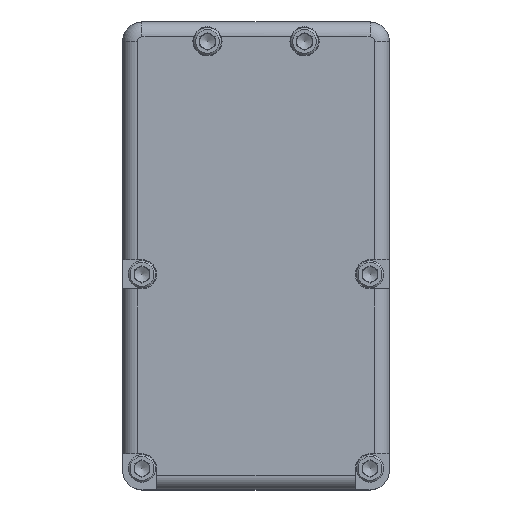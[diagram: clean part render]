
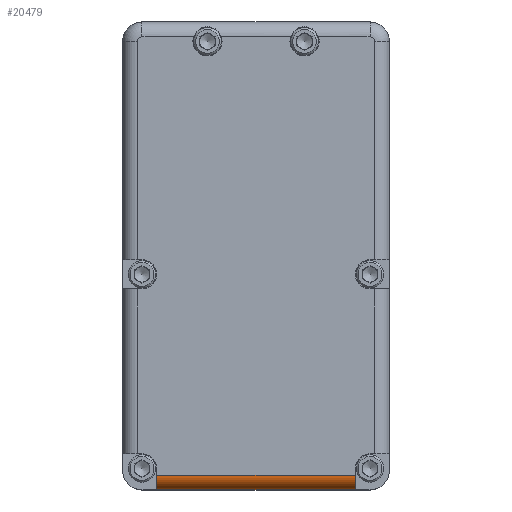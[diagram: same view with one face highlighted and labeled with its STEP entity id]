
A CAD part, top view. The second image highlights one B-rep face of the part: STEP entity #20479.
In plain terms, the highlighted cylindrical face has radius 9.652 mm (diameter 19.304 mm), a partial arc.
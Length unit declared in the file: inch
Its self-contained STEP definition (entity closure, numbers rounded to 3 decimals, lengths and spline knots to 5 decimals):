
#85 = VECTOR ( 'NONE', #26359, 39.37008 ) ;
#872 = EDGE_LOOP ( 'NONE', ( #9687, #28374, #17791, #30556 ) ) ;
#1448 = EDGE_CURVE ( 'NONE', #11177, #29712, #16473, .T. ) ;
#3246 = EDGE_CURVE ( 'NONE', #23082, #29712, #33747, .T. ) ;
#4536 = DIRECTION ( 'NONE',  ( 0., 0., -1. ) ) ;
#4985 = CARTESIAN_POINT ( 'NONE',  ( 0., -2.92, 7.37 ) ) ;
#5669 = CYLINDRICAL_SURFACE ( 'NONE', #11234, 0.38 ) ;
#6117 = EDGE_CURVE ( 'NONE', #11177, #7044, #33020, .T. ) ;
#7044 = VERTEX_POINT ( 'NONE', #29250 ) ;
#8068 = DIRECTION ( 'NONE',  ( 0., -1., 0. ) ) ;
#9411 = CIRCLE ( 'NONE', #24747, 0.38 ) ;
#9682 = CARTESIAN_POINT ( 'NONE',  ( 2.56152, -2.92, 7.37 ) ) ;
#9687 = ORIENTED_EDGE ( 'NONE', *, *, #3246, .F. ) ;
#10453 = FACE_OUTER_BOUND ( 'NONE', #872, .T. ) ;
#11177 = VERTEX_POINT ( 'NONE', #11635 ) ;
#11234 = AXIS2_PLACEMENT_3D ( 'NONE', #4985, #28821, #8068 ) ;
#11635 = CARTESIAN_POINT ( 'NONE',  ( -2.56152, -2.92, 7.75 ) ) ;
#15619 = VECTOR ( 'NONE', #32845, 39.37008 ) ;
#16473 = CIRCLE ( 'NONE', #31280, 0.38 ) ;
#16509 = DIRECTION ( 'NONE',  ( 0., 0., 1. ) ) ;
#16681 = CARTESIAN_POINT ( 'NONE',  ( -2.56152, -2.92, 7.37 ) ) ;
#17791 = ORIENTED_EDGE ( 'NONE', *, *, #6117, .F. ) ;
#18996 = CARTESIAN_POINT ( 'NONE',  ( 2.56152, -3.3, 7.37 ) ) ;
#19677 = EDGE_CURVE ( 'NONE', #23082, #7044, #9411, .T. ) ;
#20479 = ADVANCED_FACE ( 'NONE', ( #10453 ), #5669, .T. ) ;
#22168 = DIRECTION ( 'NONE',  ( 1., 0., 0. ) ) ;
#23082 = VERTEX_POINT ( 'NONE', #18996 ) ;
#23477 = CARTESIAN_POINT ( 'NONE',  ( -2.9375, -3.3, 7.37 ) ) ;
#24747 = AXIS2_PLACEMENT_3D ( 'NONE', #9682, #32481, #4536 ) ;
#26359 = DIRECTION ( 'NONE',  ( -1., 0., 0. ) ) ;
#28052 = CARTESIAN_POINT ( 'NONE',  ( 2.9375, -2.92, 7.75 ) ) ;
#28374 = ORIENTED_EDGE ( 'NONE', *, *, #19677, .T. ) ;
#28821 = DIRECTION ( 'NONE',  ( -1., 0., 0. ) ) ;
#29250 = CARTESIAN_POINT ( 'NONE',  ( 2.56152, -2.92, 7.75 ) ) ;
#29712 = VERTEX_POINT ( 'NONE', #31750 ) ;
#30556 = ORIENTED_EDGE ( 'NONE', *, *, #1448, .T. ) ;
#31280 = AXIS2_PLACEMENT_3D ( 'NONE', #16681, #22168, #16509 ) ;
#31750 = CARTESIAN_POINT ( 'NONE',  ( -2.56152, -3.3, 7.37 ) ) ;
#32481 = DIRECTION ( 'NONE',  ( -1., 0., 0. ) ) ;
#32845 = DIRECTION ( 'NONE',  ( 1., 0., 0. ) ) ;
#33020 = LINE ( 'NONE', #28052, #15619 ) ;
#33747 = LINE ( 'NONE', #23477, #85 ) ;
